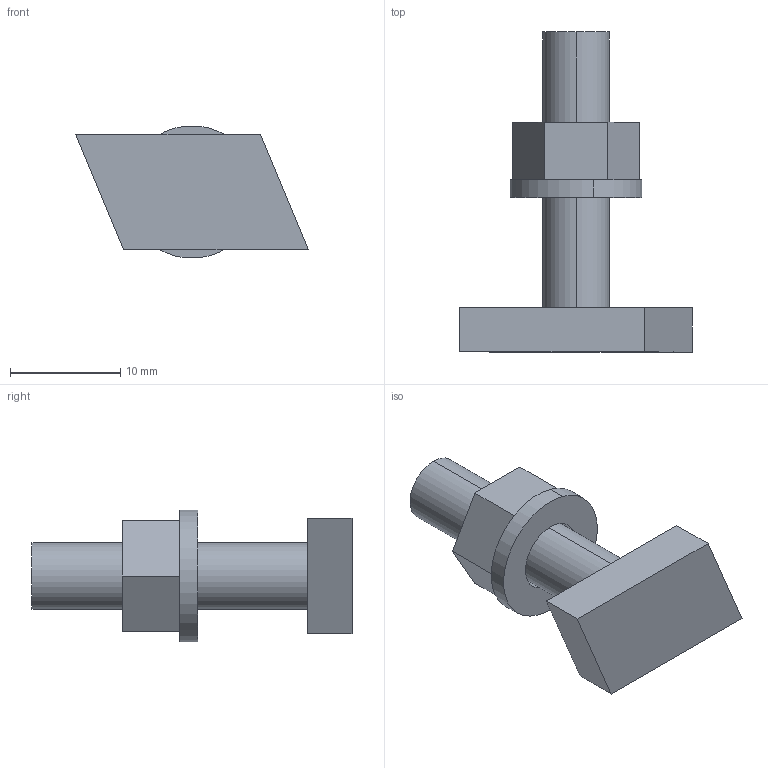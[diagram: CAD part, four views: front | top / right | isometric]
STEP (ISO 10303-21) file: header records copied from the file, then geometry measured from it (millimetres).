
FILE_DESCRIPTION (( 'STEP AP214' ), '1' );
FILE_NAME ('1148012.stp', '2017-04-07T07:05:58', ( '' ), ( '' ), 'SwSTEP 2.0', 'SolidWorks 2016', '' );
FILE_SCHEMA (( 'AUTOMOTIVE_DESIGN' ));
Length unit declared in the file: millimetre
Products named in the file (4): 018942_Washer ISO 7089 - 6; 104183_M6; 1148012; 018943_Hexagon Nut ISO - 4032 - M6 - D - N
Assembly tree (3 placements, depth 2):
  1148012
    104183_M6
    018942_Washer ISO 7089 - 6
    018943_Hexagon Nut ISO - 4032 - M6 - D - N
Bounding box: 21.1 x 29 x 11.96 mm (x, y, z)
Volume: 1888.1 mm3; surface area: 1698 mm2
Topology: 3 solids, 3 shells, 25 faces, 54 edges, 36 vertices
Faces by surface type: plane 17, cylinder 8
Entity records: 846 total; most frequent: DIRECTION 132, CARTESIAN_POINT 121, ORIENTED_EDGE 108, EDGE_CURVE 54, AXIS2_PLACEMENT_3D 47, LINE 38, VECTOR 38, VERTEX_POINT 36
